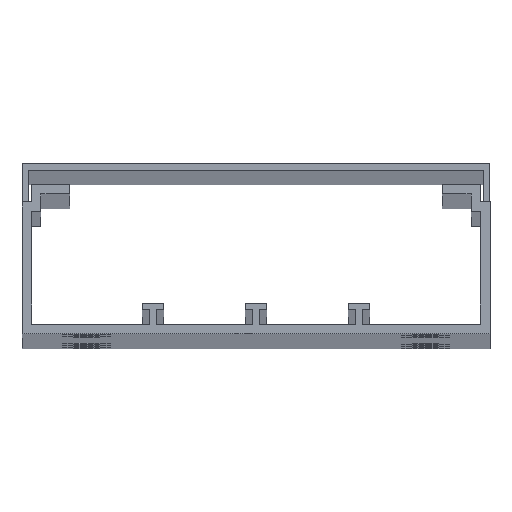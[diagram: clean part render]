
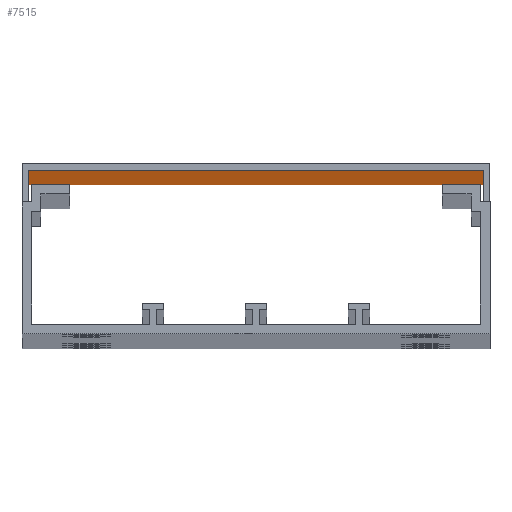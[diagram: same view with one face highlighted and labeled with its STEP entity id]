
A CAD part, top view. The second image highlights one B-rep face of the part: STEP entity #7515.
In plain terms, the highlighted planar face has unit normal (0, -1, 0).
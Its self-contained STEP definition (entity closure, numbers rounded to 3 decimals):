
#7309=DIRECTION('',(1.,0.,0.));
#7310=VECTOR('',#7309,107.1);
#7311=CARTESIAN_POINT('',(-53.55,-1.6,0.));
#7312=LINE('',#7311,#7310);
#7341=DIRECTION('',(0.,0.,-1.));
#7342=VECTOR('',#7341,2000.);
#7343=CARTESIAN_POINT('',(-53.55,-1.6,0.));
#7344=LINE('',#7343,#7342);
#7345=DIRECTION('',(0.,0.,-1.));
#7346=VECTOR('',#7345,2000.);
#7347=CARTESIAN_POINT('',(53.55,-1.6,0.));
#7348=LINE('',#7347,#7346);
#7373=DIRECTION('',(1.,0.,0.));
#7374=VECTOR('',#7373,107.1);
#7375=CARTESIAN_POINT('',(-53.55,-1.6,-2000.));
#7376=LINE('',#7375,#7374);
#7397=CARTESIAN_POINT('',(-53.55,-1.6,0.));
#7398=VERTEX_POINT('',#7397);
#7399=CARTESIAN_POINT('',(53.55,-1.6,0.));
#7400=VERTEX_POINT('',#7399);
#7413=CARTESIAN_POINT('',(-53.55,-1.6,-2000.));
#7414=VERTEX_POINT('',#7413);
#7415=CARTESIAN_POINT('',(53.55,-1.6,-2000.));
#7416=VERTEX_POINT('',#7415);
#7502=CARTESIAN_POINT('',(-53.55,-1.6,0.));
#7503=DIRECTION('',(0.,-1.,0.));
#7504=DIRECTION('',(1.,0.,0.));
#7505=AXIS2_PLACEMENT_3D('',#7502,#7503,#7504);
#7506=PLANE('',#7505);
#7507=ORIENTED_EDGE('',*,*,#7434,.T.);
#7509=ORIENTED_EDGE('',*,*,#7508,.T.);
#7511=ORIENTED_EDGE('',*,*,#7510,.F.);
#7512=ORIENTED_EDGE('',*,*,#7494,.F.);
#7513=EDGE_LOOP('',(#7507,#7509,#7511,#7512));
#7514=FACE_OUTER_BOUND('',#7513,.F.);
#7434=EDGE_CURVE('',#7398,#7400,#7312,.T.);
#7494=EDGE_CURVE('',#7398,#7414,#7344,.T.);
#7508=EDGE_CURVE('',#7400,#7416,#7348,.T.);
#7510=EDGE_CURVE('',#7414,#7416,#7376,.T.);
#7515=ADVANCED_FACE('',(#7514),#7506,.T.);
